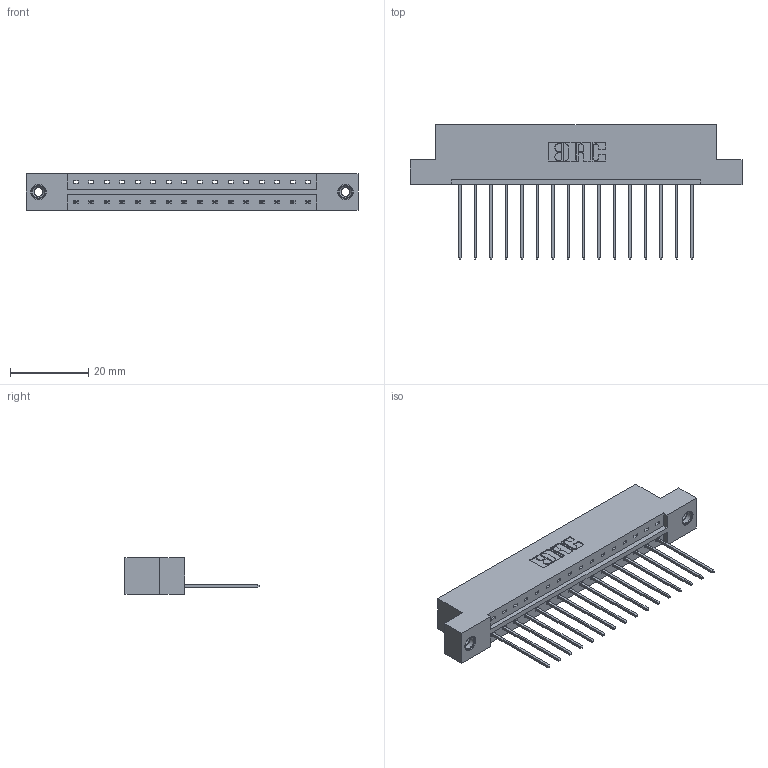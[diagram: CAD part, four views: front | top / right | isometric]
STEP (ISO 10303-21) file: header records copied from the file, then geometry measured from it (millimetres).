
FILE_DESCRIPTION (( 'STEP AP203' ), '1' );
FILE_NAME ('333-016-541-108.STEP', '2018-08-01T11:52:42', ( '' ), ( '' ), 'SwSTEP 2.0', 'SolidWorks 2016', '' );
FILE_SCHEMA (( 'CONFIG_CONTROL_DESIGN' ));
Length unit declared in the file: inch
Products named in the file (4): 333 Part_Flush - .156 Dia - TI; 345-292-001_345-293-141; 345-250-001_345-250-003-102; 333-016-541-108
Assembly tree (19 placements, depth 2):
  333-016-541-108
    333 Part_Flush - .156 Dia - TI
    345-292-001_345-293-141  x16
    345-250-001_345-250-003-102  x2
Bounding box: 84.94 x 34.3 x 9.4 mm (x, y, z)
Volume: 8369.8 mm3; surface area: 9235.8 mm2
Topology: 19 solids, 19 shells, 1102 faces, 3263 edges, 2146 vertices
Faces by surface type: plane 774, cylinder 312, cone 12, torus 4
Entity records: 14348 total; most frequent: CARTESIAN_POINT 2461, ORIENTED_EDGE 2406, DIRECTION 2161, EDGE_CURVE 1203, VECTOR 1055, LINE 1055, VERTEX_POINT 796, AXIS2_PLACEMENT_3D 553
